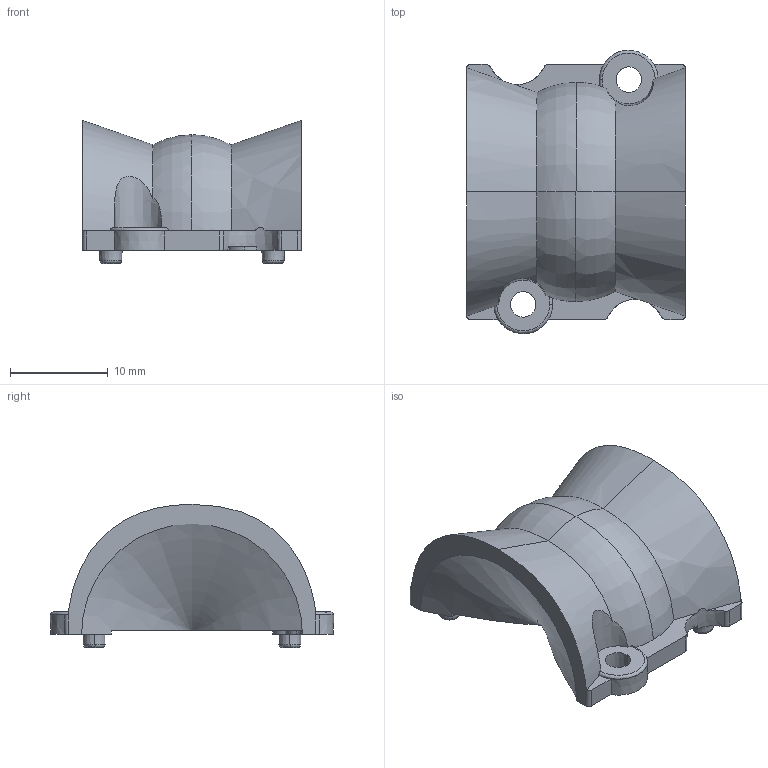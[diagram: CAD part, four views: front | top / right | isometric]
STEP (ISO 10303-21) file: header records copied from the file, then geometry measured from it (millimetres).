
FILE_DESCRIPTION (( 'STEP AP203' ), '1' );
FILE_NAME ('XTD2226-T10x100-20190911-KH.stp', '2022-02-09T08:32:52', ( 'Windows 蚚誧' ), ( '' ), 'SwSTEP 2.0', 'SolidWorks 2019', '' );
FILE_SCHEMA (( 'CONFIG_CONTROL_DESIGN' ));
Length unit declared in the file: millimetre
Products named in the file (1): XTD2226-T10x100-20190911-KH
Bounding box: 22.4 x 29 x 14.65 mm (x, y, z)
Volume: 4089.1 mm3; surface area: 2075.6 mm2
Topology: 1 solids, 1 shells, 94 faces, 262 edges, 173 vertices
Faces by surface type: plane 36, bspline 26, cone 26, cylinder 6
Entity records: 5315 total; most frequent: CARTESIAN_POINT 3079, ORIENTED_EDGE 524, DIRECTION 363, EDGE_CURVE 262, VERTEX_POINT 173, AXIS2_PLACEMENT_3D 140, EDGE_LOOP 101, ADVANCED_FACE 94
